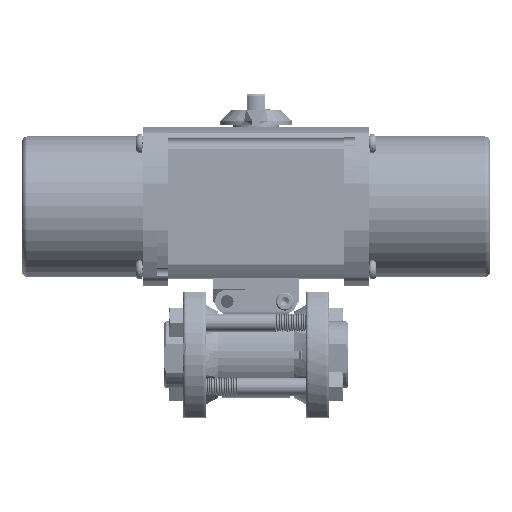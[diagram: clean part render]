
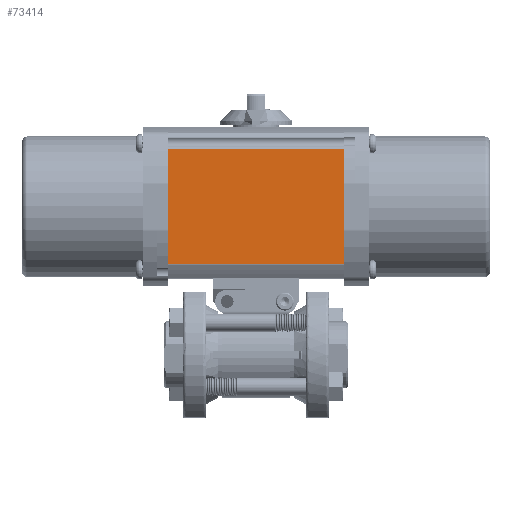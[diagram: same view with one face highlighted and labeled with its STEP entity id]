
A CAD part, top view. The second image highlights one B-rep face of the part: STEP entity #73414.
In plain terms, the highlighted planar face has unit normal (0, 0, 1).
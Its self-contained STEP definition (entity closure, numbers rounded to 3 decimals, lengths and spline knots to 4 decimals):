
#159 = PLANE ( 'NONE',  #169170 ) ;
#2806 = ORIENTED_EDGE ( 'NONE', *, *, #127164, .F. ) ;
#4802 = LINE ( 'NONE', #216894, #134744 ) ;
#22311 = CARTESIAN_POINT ( 'NONE',  ( 1.5275, 3.5621, 1.17 ) ) ;
#24007 = CARTESIAN_POINT ( 'NONE',  ( -1.5275, 1.5679, 1.17 ) ) ;
#29806 = VECTOR ( 'NONE', #119190, 39.3701 ) ;
#32219 = VECTOR ( 'NONE', #131855, 39.3701 ) ;
#35654 = DIRECTION ( 'NONE',  ( 0., -1., 0. ) ) ;
#40693 = DIRECTION ( 'NONE',  ( 0., -1., 0. ) ) ;
#41102 = EDGE_CURVE ( 'NONE', #41443, #191316, #76731, .T. ) ;
#41443 = VERTEX_POINT ( 'NONE', #24007 ) ;
#49469 = EDGE_LOOP ( 'NONE', ( #2806, #110068, #151551, #89995 ) ) ;
#51098 = CARTESIAN_POINT ( 'NONE',  ( -5.0403, 3.5694, 1.17 ) ) ;
#73414 = ADVANCED_FACE ( 'NONE', ( #93736 ), #159, .F. ) ;
#76731 = LINE ( 'NONE', #170884, #29806 ) ;
#86202 = VERTEX_POINT ( 'NONE', #96789 ) ;
#89995 = ORIENTED_EDGE ( 'NONE', *, *, #179909, .T. ) ;
#93736 = FACE_OUTER_BOUND ( 'NONE', #49469, .T. ) ;
#96789 = CARTESIAN_POINT ( 'NONE',  ( 1.5275, 1.5679, 1.17 ) ) ;
#108052 = VERTEX_POINT ( 'NONE', #22311 ) ;
#110068 = ORIENTED_EDGE ( 'NONE', *, *, #191398, .T. ) ;
#112482 = CARTESIAN_POINT ( 'NONE',  ( -1.5275, 3.5621, 1.17 ) ) ;
#114027 = CARTESIAN_POINT ( 'NONE',  ( -5.0403, 3.5621, 1.17 ) ) ;
#119190 = DIRECTION ( 'NONE',  ( 0., 1., 0. ) ) ;
#123374 = VECTOR ( 'NONE', #193104, 39.3701 ) ;
#126243 = LINE ( 'NONE', #114027, #32219 ) ;
#127164 = EDGE_CURVE ( 'NONE', #108052, #86202, #4802, .T. ) ;
#131855 = DIRECTION ( 'NONE',  ( -1., 0., 0. ) ) ;
#134744 = VECTOR ( 'NONE', #40693, 39.3701 ) ;
#141580 = DIRECTION ( 'NONE',  ( 0., 0., -1. ) ) ;
#151551 = ORIENTED_EDGE ( 'NONE', *, *, #41102, .F. ) ;
#169170 = AXIS2_PLACEMENT_3D ( 'NONE', #51098, #141580, #35654 ) ;
#170884 = CARTESIAN_POINT ( 'NONE',  ( -1.5275, 3.5694, 1.17 ) ) ;
#175324 = CARTESIAN_POINT ( 'NONE',  ( -5.0403, 1.5679, 1.17 ) ) ;
#175825 = LINE ( 'NONE', #175324, #123374 ) ;
#179909 = EDGE_CURVE ( 'NONE', #41443, #86202, #175825, .T. ) ;
#191316 = VERTEX_POINT ( 'NONE', #112482 ) ;
#191398 = EDGE_CURVE ( 'NONE', #108052, #191316, #126243, .T. ) ;
#193104 = DIRECTION ( 'NONE',  ( 1., 0., 0. ) ) ;
#216894 = CARTESIAN_POINT ( 'NONE',  ( 1.5275, 3.5694, 1.17 ) ) ;
